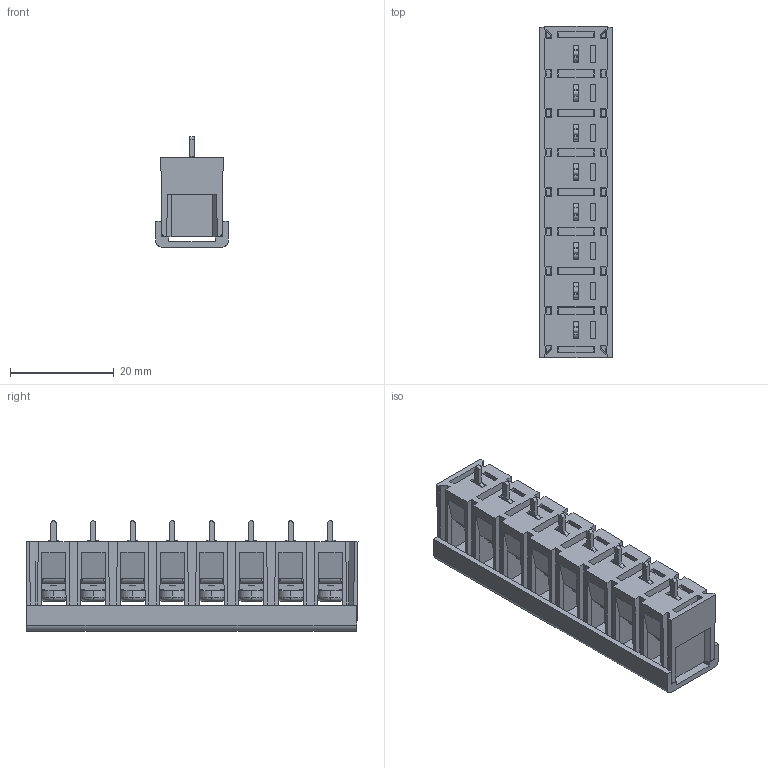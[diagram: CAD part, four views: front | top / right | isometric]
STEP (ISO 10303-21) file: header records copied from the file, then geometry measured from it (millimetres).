
FILE_DESCRIPTION((''),'2;1');
FILE_NAME('PRT0019','2020-05-30T',('Administrator'),(''),'PRO/ENGINEER BY PARAMETRIC TECHNOLOGY CORPORATION, 2010280','PRO/ENGINEER BY PARAMETRIC TECHNOLOGY CORPORATION, 2010280','');
FILE_SCHEMA(('CONFIG_CONTROL_DESIGN','SHAPE_APPEARANCE_LAYERS_GROUPS'));
Products named in the file (1): PRT0019
Bounding box: 14 x 64.01 x 21.3 mm (x, y, z)
Volume: 8176.3 mm3; surface area: 10855.9 mm2
Topology: 1 solids, 9 shells, 1646 faces, 4559 edges, 2913 vertices
Faces by surface type: plane 1153, cylinder 240, bspline 171, torus 68, extrusion 14
Entity records: 62392 total; most frequent: CARTESIAN_POINT 21892, ORIENTED_EDGE 8992, DIRECTION 7445, EDGE_CURVE 4496, VECTOR 3209, LINE 3195, VERTEX_POINT 2897, AXIS2_PLACEMENT_3D 2118
